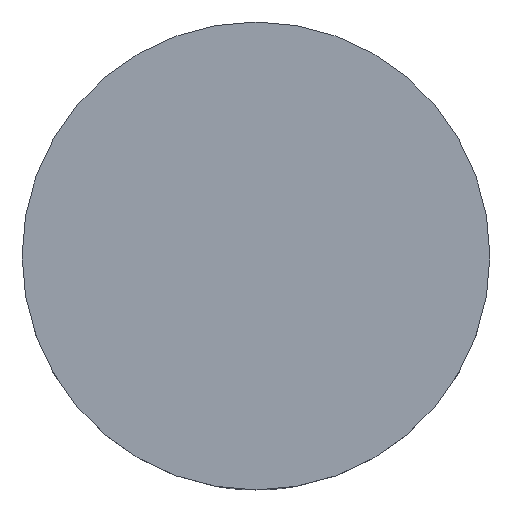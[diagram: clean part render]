
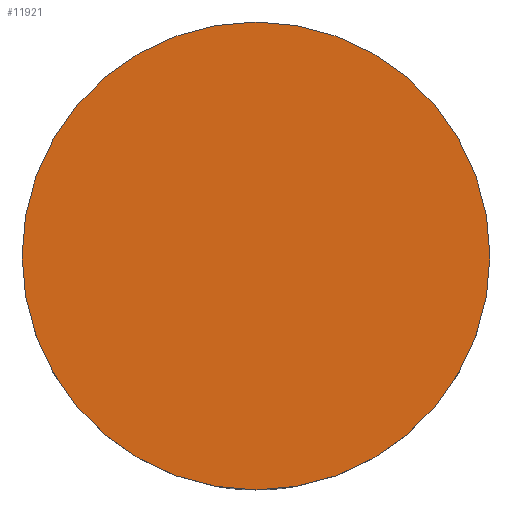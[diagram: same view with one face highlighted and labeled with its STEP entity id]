
A CAD part, top view. The second image highlights one B-rep face of the part: STEP entity #11921.
In plain terms, the highlighted planar face has unit normal (0, 0, 1).
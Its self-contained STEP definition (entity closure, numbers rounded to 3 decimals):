
#203 = CIRCLE ( 'NONE', #14038, 1190. ) ;
#4058 = FACE_OUTER_BOUND ( 'NONE', #12842, .T. ) ;
#4279 = VERTEX_POINT ( 'NONE', #19856 ) ;
#5262 = AXIS2_PLACEMENT_3D ( 'NONE', #7090, #13222, #15960 ) ;
#5627 = DIRECTION ( 'NONE',  ( 0., 0., 1. ) ) ;
#6525 = CARTESIAN_POINT ( 'NONE',  ( 0., 0., 175. ) ) ;
#6582 = AXIS2_PLACEMENT_3D ( 'NONE', #6525, #12768, #11460 ) ;
#6791 = PLANE ( 'NONE',  #5262 ) ;
#7090 = CARTESIAN_POINT ( 'NONE',  ( 0., 0., 175. ) ) ;
#8319 = CIRCLE ( 'NONE', #6582, 1190. ) ;
#8356 = ORIENTED_EDGE ( 'NONE', *, *, #18280, .T. ) ;
#8570 = EDGE_CURVE ( 'NONE', #19758, #4279, #203, .T. ) ;
#11460 = DIRECTION ( 'NONE',  ( 1., 0., 0. ) ) ;
#11472 = CARTESIAN_POINT ( 'NONE',  ( 0., 0., 175. ) ) ;
#11567 = DIRECTION ( 'NONE',  ( 1., 0., 0. ) ) ;
#11921 = ADVANCED_FACE ( 'NONE', ( #4058 ), #6791, .T. ) ;
#12768 = DIRECTION ( 'NONE',  ( 0., 0., 1. ) ) ;
#12842 = EDGE_LOOP ( 'NONE', ( #8356, #13026 ) ) ;
#13026 = ORIENTED_EDGE ( 'NONE', *, *, #8570, .T. ) ;
#13222 = DIRECTION ( 'NONE',  ( 0., 0., 1. ) ) ;
#14038 = AXIS2_PLACEMENT_3D ( 'NONE', #11472, #5627, #11567 ) ;
#15960 = DIRECTION ( 'NONE',  ( 1., 0., 0. ) ) ;
#17734 = CARTESIAN_POINT ( 'NONE',  ( 1190., 0., 175. ) ) ;
#18280 = EDGE_CURVE ( 'NONE', #4279, #19758, #8319, .T. ) ;
#19758 = VERTEX_POINT ( 'NONE', #17734 ) ;
#19856 = CARTESIAN_POINT ( 'NONE',  ( -1190., 0., 175. ) ) ;
